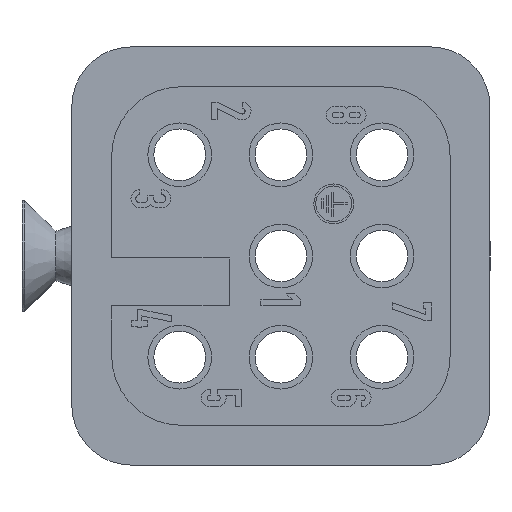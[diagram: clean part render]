
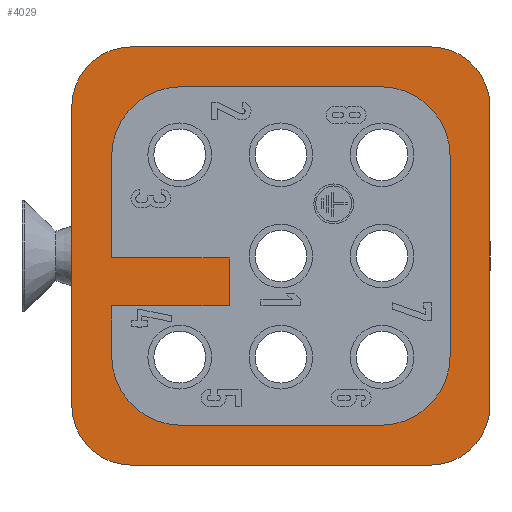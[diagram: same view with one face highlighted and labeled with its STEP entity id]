
A CAD part, front view. The second image highlights one B-rep face of the part: STEP entity #4029.
In plain terms, the highlighted planar face has unit normal (0, -1, 0).
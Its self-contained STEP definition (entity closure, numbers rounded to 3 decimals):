
#3168=FACE_BOUND('',#5413,.T.);
#3169=FACE_BOUND('',#5414,.T.);
#3328=CIRCLE('',#12593,3.);
#3330=CIRCLE('',#12596,3.);
#3332=CIRCLE('',#12600,3.);
#3487=CIRCLE('',#13007,3.5);
#3489=CIRCLE('',#13011,3.5);
#3491=CIRCLE('',#13015,3.5);
#3493=CIRCLE('',#13019,3.5);
#3548=CIRCLE('',#13192,3.);
#4029=ADVANCED_FACE('',(#3168,#3169),#4403,.T.);
#4403=PLANE('',#13195);
#5413=EDGE_LOOP('',(#7755,#7756,#7757,#7758,#7759,#7760,#7761,#7762,#7763,
#7764,#7765,#7766));
#5414=EDGE_LOOP('',(#7767,#7768,#7769,#7770,#7771,#7772,#7773,#7774));
#7755=ORIENTED_EDGE('',*,*,#9664,.T.);
#7756=ORIENTED_EDGE('',*,*,#9630,.T.);
#7757=ORIENTED_EDGE('',*,*,#9634,.T.);
#7758=ORIENTED_EDGE('',*,*,#9639,.T.);
#7759=ORIENTED_EDGE('',*,*,#9642,.T.);
#7760=ORIENTED_EDGE('',*,*,#9645,.T.);
#7761=ORIENTED_EDGE('',*,*,#9648,.T.);
#7762=ORIENTED_EDGE('',*,*,#9651,.T.);
#7763=ORIENTED_EDGE('',*,*,#9654,.T.);
#7764=ORIENTED_EDGE('',*,*,#9657,.T.);
#7765=ORIENTED_EDGE('',*,*,#9660,.T.);
#7766=ORIENTED_EDGE('',*,*,#9661,.T.);
#7767=ORIENTED_EDGE('',*,*,#9969,.F.);
#7768=ORIENTED_EDGE('',*,*,#9011,.T.);
#7769=ORIENTED_EDGE('',*,*,#9960,.T.);
#7770=ORIENTED_EDGE('',*,*,#9022,.T.);
#7771=ORIENTED_EDGE('',*,*,#9019,.T.);
#7772=ORIENTED_EDGE('',*,*,#9015,.T.);
#7773=ORIENTED_EDGE('',*,*,#9970,.T.);
#7774=ORIENTED_EDGE('',*,*,#9966,.T.);
#8084=VERTEX_POINT('',#16210);
#8085=VERTEX_POINT('',#16211);
#8088=VERTEX_POINT('',#16219);
#8089=VERTEX_POINT('',#16220);
#8092=VERTEX_POINT('',#16228);
#8094=VERTEX_POINT('',#16234);
#8520=VERTEX_POINT('',#17533);
#8521=VERTEX_POINT('',#17534);
#8524=VERTEX_POINT('',#17542);
#8527=VERTEX_POINT('',#17550);
#8529=VERTEX_POINT('',#17556);
#8531=VERTEX_POINT('',#17562);
#8533=VERTEX_POINT('',#17568);
#8535=VERTEX_POINT('',#17574);
#8537=VERTEX_POINT('',#17580);
#8539=VERTEX_POINT('',#17586);
#8541=VERTEX_POINT('',#17592);
#8542=VERTEX_POINT('',#17596);
#8742=VERTEX_POINT('',#18239);
#8743=VERTEX_POINT('',#18240);
#9011=EDGE_CURVE('',#8084,#8085,#3328,.T.);
#9015=EDGE_CURVE('',#8088,#8089,#3330,.T.);
#9019=EDGE_CURVE('',#8092,#8088,#10223,.T.);
#9022=EDGE_CURVE('',#8094,#8092,#3332,.T.);
#9630=EDGE_CURVE('',#8520,#8521,#10674,.T.);
#9634=EDGE_CURVE('',#8521,#8524,#10678,.T.);
#9639=EDGE_CURVE('',#8524,#8527,#10683,.T.);
#9642=EDGE_CURVE('',#8527,#8529,#3487,.T.);
#9645=EDGE_CURVE('',#8529,#8531,#10687,.T.);
#9648=EDGE_CURVE('',#8531,#8533,#3489,.T.);
#9651=EDGE_CURVE('',#8533,#8535,#10691,.T.);
#9654=EDGE_CURVE('',#8535,#8537,#3491,.T.);
#9657=EDGE_CURVE('',#8537,#8539,#10695,.T.);
#9660=EDGE_CURVE('',#8539,#8541,#3493,.T.);
#9661=EDGE_CURVE('',#8541,#8542,#10697,.T.);
#9664=EDGE_CURVE('',#8542,#8520,#10700,.T.);
#9960=EDGE_CURVE('',#8085,#8094,#10938,.T.);
#9966=EDGE_CURVE('',#8742,#8743,#3548,.T.);
#9969=EDGE_CURVE('',#8084,#8743,#10945,.T.);
#9970=EDGE_CURVE('',#8089,#8742,#10946,.T.);
#10223=LINE('',#16227,#11193);
#10674=LINE('',#17532,#11644);
#10678=LINE('',#17541,#11648);
#10683=LINE('',#17551,#11653);
#10687=LINE('',#17563,#11657);
#10691=LINE('',#17575,#11661);
#10695=LINE('',#17587,#11665);
#10697=LINE('',#17595,#11667);
#10700=LINE('',#17601,#11670);
#10938=LINE('',#18227,#11908);
#10945=LINE('',#18244,#11915);
#10946=LINE('',#18246,#11916);
#11193=VECTOR('',#13678,1.);
#11644=VECTOR('',#14937,1.);
#11648=VECTOR('',#14943,1.);
#11653=VECTOR('',#14950,1.);
#11657=VECTOR('',#14962,1.);
#11661=VECTOR('',#14974,1.);
#11665=VECTOR('',#14986,1.);
#11667=VECTOR('',#14996,1.);
#11670=VECTOR('',#15001,1.);
#11908=VECTOR('',#15571,1.);
#11915=VECTOR('',#15590,1.);
#11916=VECTOR('',#15593,1.);
#12593=AXIS2_PLACEMENT_3D('',#16209,#13662,#13663);
#12596=AXIS2_PLACEMENT_3D('',#16218,#13670,#13671);
#12600=AXIS2_PLACEMENT_3D('',#16233,#13683,#13684);
#13007=AXIS2_PLACEMENT_3D('',#17557,#14956,#14957);
#13011=AXIS2_PLACEMENT_3D('',#17569,#14968,#14969);
#13015=AXIS2_PLACEMENT_3D('',#17581,#14980,#14981);
#13019=AXIS2_PLACEMENT_3D('',#17593,#14992,#14993);
#13192=AXIS2_PLACEMENT_3D('',#18238,#15584,#15585);
#13195=AXIS2_PLACEMENT_3D('',#18247,#15594,#15595);
#13662=DIRECTION('',(0.,-1.,0.));
#13663=DIRECTION('',(0.,0.,1.));
#13670=DIRECTION('',(0.,-1.,0.));
#13671=DIRECTION('',(0.,0.,-1.));
#13678=DIRECTION('',(1.,0.,0.));
#13683=DIRECTION('',(0.,-1.,0.));
#13684=DIRECTION('',(-1.,0.,0.));
#14937=DIRECTION('',(0.,0.,1.));
#14943=DIRECTION('',(-1.,0.,0.));
#14950=DIRECTION('',(0.,0.,1.));
#14956=DIRECTION('',(0.,1.,0.));
#14957=DIRECTION('',(-1.,0.,0.));
#14962=DIRECTION('',(1.,0.,0.));
#14968=DIRECTION('',(0.,1.,0.));
#14969=DIRECTION('',(0.,0.,1.));
#14974=DIRECTION('',(0.,0.,-1.));
#14980=DIRECTION('',(0.,1.,0.));
#14981=DIRECTION('',(1.,0.,0.));
#14986=DIRECTION('',(-1.,0.,0.));
#14992=DIRECTION('',(0.,1.,0.));
#14993=DIRECTION('',(0.,0.,-1.));
#14996=DIRECTION('',(0.,0.,1.));
#15001=DIRECTION('',(1.,0.,0.));
#15571=DIRECTION('',(0.,0.,-1.));
#15584=DIRECTION('',(0.,-1.,0.));
#15585=DIRECTION('',(1.,0.,0.));
#15590=DIRECTION('',(1.,0.,0.));
#15593=DIRECTION('',(0.,0.,1.));
#15594=DIRECTION('',(0.,-1.,0.));
#15595=DIRECTION('',(0.,0.,1.));
#16209=CARTESIAN_POINT('',(-7.5,0.,7.5));
#16210=CARTESIAN_POINT('',(-7.5,0.,10.5));
#16211=CARTESIAN_POINT('',(-10.5,0.,7.5));
#16218=CARTESIAN_POINT('',(7.5,0.,-7.5));
#16219=CARTESIAN_POINT('',(7.5,0.,-10.5));
#16220=CARTESIAN_POINT('',(10.5,0.,-7.5));
#16227=CARTESIAN_POINT('',(-7.5,0.,-10.5));
#16228=CARTESIAN_POINT('',(-7.5,0.,-10.5));
#16233=CARTESIAN_POINT('',(-7.5,0.,-7.5));
#16234=CARTESIAN_POINT('',(-10.5,0.,-7.5));
#17532=CARTESIAN_POINT('',(-2.6,0.,-2.5));
#17533=CARTESIAN_POINT('',(-2.6,0.,-2.5));
#17534=CARTESIAN_POINT('',(-2.6,0.,-0.1));
#17541=CARTESIAN_POINT('',(-2.6,0.,-0.1));
#17542=CARTESIAN_POINT('',(-8.5,0.,-0.1));
#17550=CARTESIAN_POINT('',(-8.5,0.,5.));
#17551=CARTESIAN_POINT('',(-8.5,0.,-0.1));
#17556=CARTESIAN_POINT('',(-5.,0.,8.5));
#17557=CARTESIAN_POINT('',(-5.,0.,5.));
#17562=CARTESIAN_POINT('',(5.,0.,8.5));
#17563=CARTESIAN_POINT('',(-5.,0.,8.5));
#17568=CARTESIAN_POINT('',(8.5,0.,5.));
#17569=CARTESIAN_POINT('',(5.,0.,5.));
#17574=CARTESIAN_POINT('',(8.5,0.,-5.));
#17575=CARTESIAN_POINT('',(8.5,0.,5.));
#17580=CARTESIAN_POINT('',(5.,0.,-8.5));
#17581=CARTESIAN_POINT('',(5.,0.,-5.));
#17586=CARTESIAN_POINT('',(-5.,0.,-8.5));
#17587=CARTESIAN_POINT('',(5.,0.,-8.5));
#17592=CARTESIAN_POINT('',(-8.5,0.,-5.));
#17593=CARTESIAN_POINT('',(-5.,0.,-5.));
#17595=CARTESIAN_POINT('',(-8.5,0.,-5.));
#17596=CARTESIAN_POINT('',(-8.5,0.,-2.5));
#17601=CARTESIAN_POINT('',(-8.5,0.,-2.5));
#18227=CARTESIAN_POINT('',(-10.5,0.,7.5));
#18238=CARTESIAN_POINT('',(7.5,0.,7.5));
#18239=CARTESIAN_POINT('',(10.5,0.,7.5));
#18240=CARTESIAN_POINT('',(7.5,0.,10.5));
#18244=CARTESIAN_POINT('',(-7.5,0.,10.5));
#18246=CARTESIAN_POINT('',(10.5,0.,-7.5));
#18247=CARTESIAN_POINT('',(11.125,0.,-11.125));
